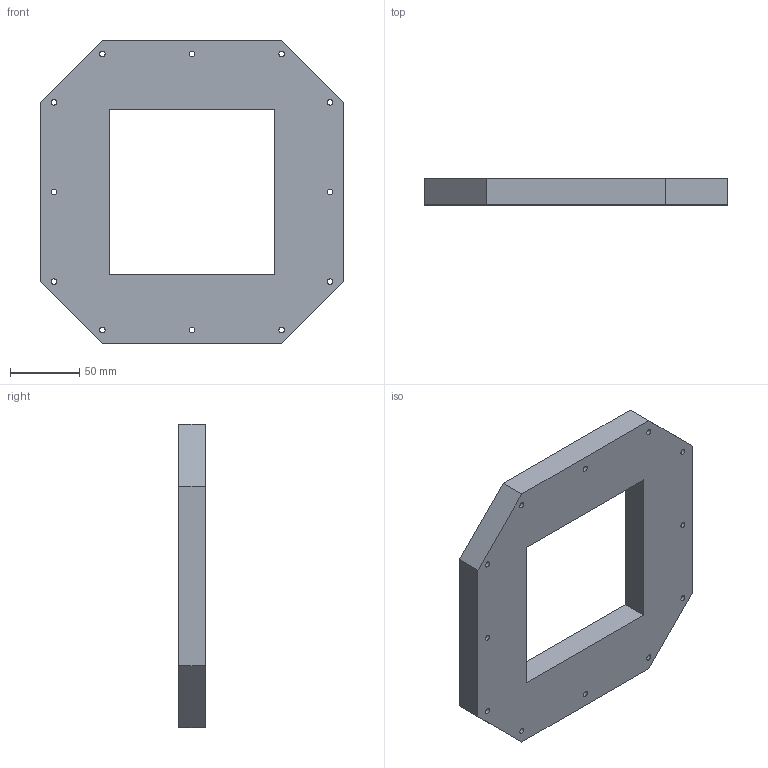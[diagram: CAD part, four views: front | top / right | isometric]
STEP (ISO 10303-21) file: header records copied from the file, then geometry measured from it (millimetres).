
FILE_DESCRIPTION(/* description */ (''),/* implementation_level */ '2;1');
FILE_NAME(/* name */ 'Horizontal absorber.step',/* time_stamp */ '2017-02-06T16:43:09+01:00',/* author */ (''),/* organization */ (''),/* preprocessor_version */ 'ST-DEVELOPER v16.5',/* originating_system */ 'Autodesk Translation Framework v5.2.0.2920',/* authorisation */ '');
FILE_SCHEMA (('AUTOMOTIVE_DESIGN { 1 0 10303 214 3 1 1 }'));
Length unit declared in the file: millimetre
Products named in the file (2): Horizontal absorber v2; Horizontal absorber
Assembly tree (1 placements, depth 2):
  Horizontal absorber v2
    Horizontal absorber
Bounding box: 220 x 19 x 220 mm (x, y, z)
Volume: 566039.8 mm3; surface area: 86356.5 mm2
Topology: 1 solids, 1 shells, 26 faces, 72 edges, 48 vertices
Faces by surface type: plane 14, cylinder 12
Full cylindrical faces by diameter (mm): 4.1 x12
Entity records: 874 total; most frequent: DIRECTION 142, CARTESIAN_POINT 137, ORIENTED_EDGE 120, EDGE_LOOP 64, EDGE_CURVE 60, AXIS2_PLACEMENT_3D 53, VERTEX_POINT 48, FACE_BOUND 38
